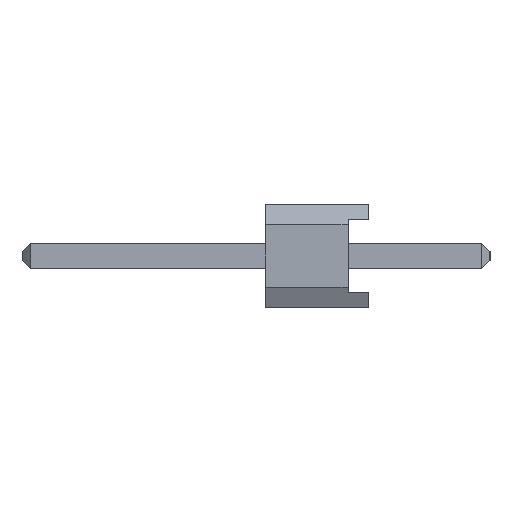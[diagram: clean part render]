
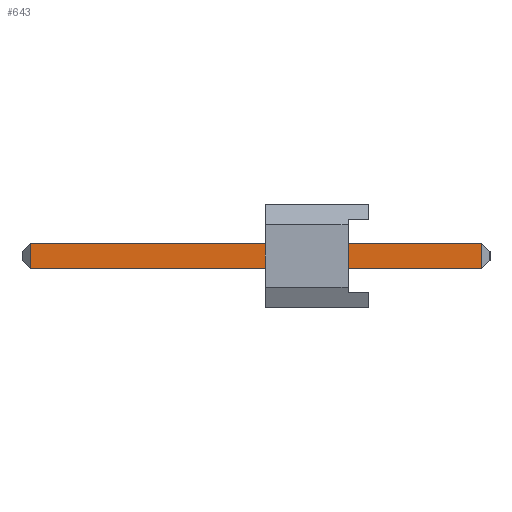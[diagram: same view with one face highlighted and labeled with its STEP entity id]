
A CAD part, left-side view. The second image highlights one B-rep face of the part: STEP entity #643.
In plain terms, the highlighted face is planar.
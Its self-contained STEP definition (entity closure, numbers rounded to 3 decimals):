
#117=FACE_OUTER_BOUND('',#151,.T.);
#151=EDGE_LOOP('',(#555,#556,#557,#558));
#208=LINE('',#1056,#284);
#225=LINE('',#1091,#301);
#226=LINE('',#1093,#302);
#227=LINE('',#1094,#303);
#284=VECTOR('',#861,1000.);
#301=VECTOR('',#890,1000.);
#302=VECTOR('',#891,1000.);
#303=VECTOR('',#892,1000.);
#344=VERTEX_POINT('',#1053);
#345=VERTEX_POINT('',#1055);
#357=VERTEX_POINT('',#1090);
#358=VERTEX_POINT('',#1092);
#408=EDGE_CURVE('',#345,#344,#208,.T.);
#425=EDGE_CURVE('',#345,#357,#225,.T.);
#426=EDGE_CURVE('',#344,#358,#226,.T.);
#427=EDGE_CURVE('',#358,#357,#227,.T.);
#555=ORIENTED_EDGE('',*,*,#425,.F.);
#556=ORIENTED_EDGE('',*,*,#408,.T.);
#557=ORIENTED_EDGE('',*,*,#426,.T.);
#558=ORIENTED_EDGE('',*,*,#427,.T.);
#611=PLANE('',#742);
#643=ADVANCED_FACE('',(#117),#611,.F.);
#742=AXIS2_PLACEMENT_3D('',#1089,#888,#889);
#861=DIRECTION('',(0.,1.,0.));
#888=DIRECTION('center_axis',(-1.,0.,0.));
#889=DIRECTION('ref_axis',(0.,0.,1.));
#890=DIRECTION('',(0.,0.,1.));
#891=DIRECTION('',(0.,0.,1.));
#892=DIRECTION('',(0.,-1.,0.));
#1053=CARTESIAN_POINT('',(0.32,0.32,-5.57));
#1055=CARTESIAN_POINT('',(0.32,-0.32,-5.57));
#1056=CARTESIAN_POINT('',(0.32,-0.32,-5.57));
#1089=CARTESIAN_POINT('Origin',(0.32,-0.32,-5.77));
#1090=CARTESIAN_POINT('',(0.32,-0.32,5.57));
#1091=CARTESIAN_POINT('',(0.32,-0.32,-5.77));
#1092=CARTESIAN_POINT('',(0.32,0.32,5.57));
#1093=CARTESIAN_POINT('',(0.32,0.32,-5.77));
#1094=CARTESIAN_POINT('',(0.32,-0.32,5.57));
